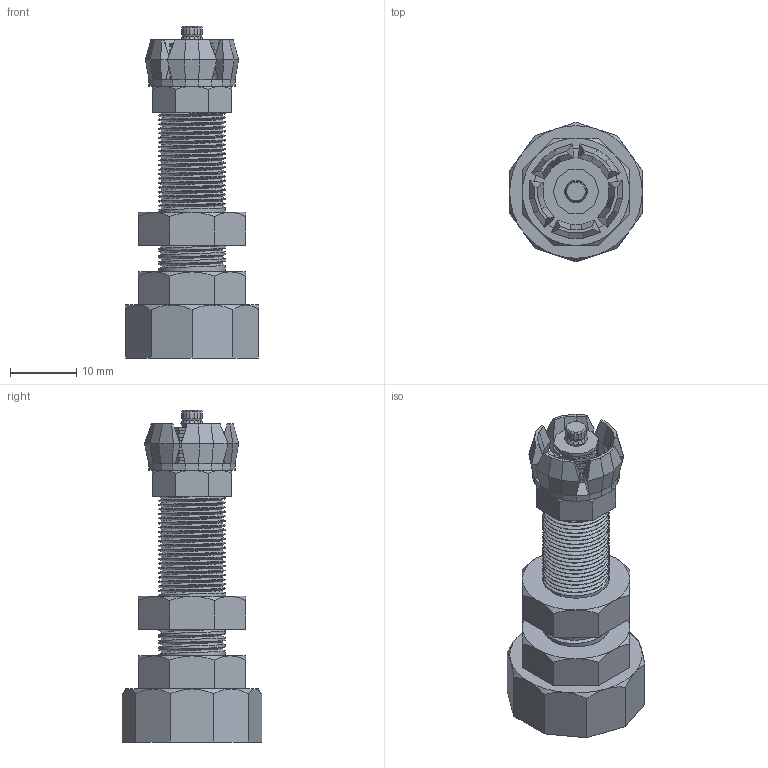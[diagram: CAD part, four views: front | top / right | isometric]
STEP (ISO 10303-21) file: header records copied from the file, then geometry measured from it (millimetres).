
FILE_DESCRIPTION(/* description */ ('STEP AP242','CAx-IF Rec.Pracs.---Representation and Presentation of Product Manufacturing Information (PMI)---4.0---2014-10-13','CAx-IF Rec.Pracs.---3D Tessellated Geometry---0.4---2014-09-14','2;1'),/* implementation_level */ '2;1');
FILE_NAME(/* name */ '681f76c388f8237c677e7dd4',/* time_stamp */ '2025-05-10T15:54:44Z',/* author */ (''),/* organization */ (''),/* preprocessor_version */ 'ST-DEVELOPER v20',/* originating_system */ 'ONSHAPE BY PTC INC, 1.197',/* authorisation */ ' ');
FILE_SCHEMA (('AP242_MANAGED_MODEL_BASED_3D_ENGINEERING_MIM_LF { 1 0 10303 442 1 1 4 }'));
Length unit declared in the file: metre
Products named in the file (3): q; Curve 1; Curve 2
Bounding box: 20 x 21.03 x 50.1 mm (x, y, z)
Volume: 6736.8 mm3; surface area: 4094.8 mm2
Topology: 1 solids, 1 shells, 395 faces, 949 edges, 578 vertices
Faces by surface type: plane 353, cone 34, cylinder 4, bspline 4
Full cylindrical faces by diameter (mm): 3 x1, 12 x1
Entity records: 14924 total; most frequent: CARTESIAN_POINT 5917, ORIENTED_EDGE 1890, DIRECTION 1697, EDGE_CURVE 945, LINE 825, VECTOR 825, VERTEX_POINT 574, AXIS2_PLACEMENT_3D 436
